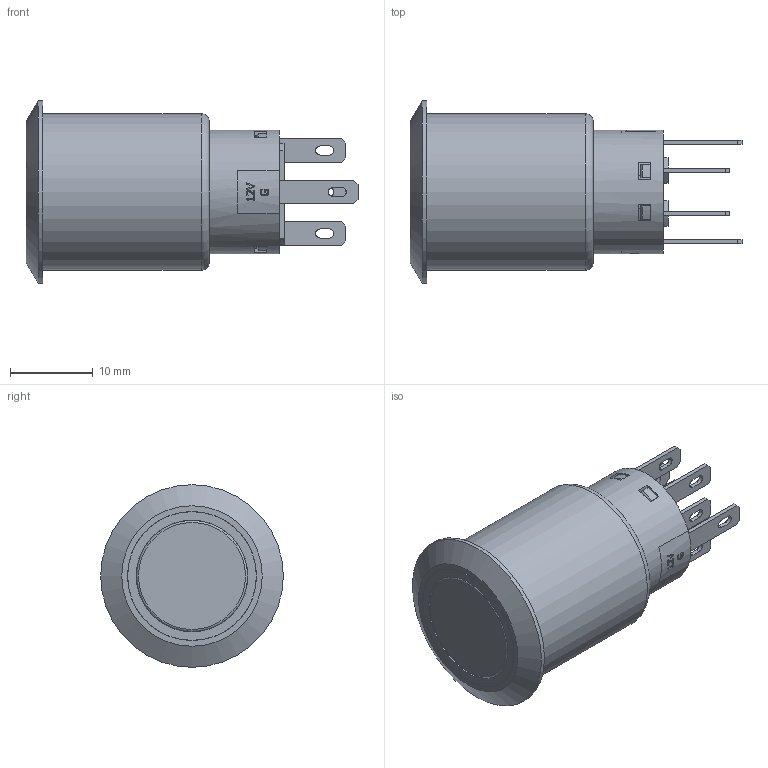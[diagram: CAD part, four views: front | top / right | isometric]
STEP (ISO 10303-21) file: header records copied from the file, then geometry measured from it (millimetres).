
FILE_DESCRIPTION((''),'2;1');
FILE_NAME('PV4F2G0xx-335.stp','2011-11-04T07:42:57',('blarson'),(''),'Autodesk Inventor 11','Autodesk Inventor 11','');
FILE_SCHEMA(('AUTOMOTIVE_DESIGN { 1 0 10303 214 1 1 1 1 }'));
Length unit declared in the file: millimetre
Products named in the file (10): PV4F2G0SS-335; PV4 Long Body; PV4 Ring illu button; PV4 Ring illum Plunger; PV4 Terminal 2P illum; PV4 Terminal Base universal; PV4 Terminal 2p Base; PV4 Terminal (non-lamp); PV4 Terminal (Lamp); PV4 Ring illum
Assembly tree (15 placements, depth 3):
  PV4F2G0SS-335
    PV4 Long Body
    PV4 Ring illu button
    PV4 Ring illum Plunger
    PV4 Terminal 2P illum
      PV4 Terminal Base universal
      PV4 Terminal 2p Base
      PV4 Terminal (non-lamp)  x6
      PV4 Terminal (Lamp)  x2
    PV4 Ring illum
Bounding box: 40 x 22 x 22 mm (x, y, z)
Volume: 5563.5 mm3; surface area: 7220.8 mm2
Topology: 14 solids, 14 shells, 341 faces, 869 edges, 578 vertices
Faces by surface type: plane 220, bspline 58, cylinder 56, cone 4, torus 3
Full cylindrical faces by diameter (mm): 5.2 x1, 7 x1, 7.3 x1, 8.1 x1, 9 x1, 9.2 x1, 12.6 x1, 13.4 x1, 13.45 x1, 14.9 x1, 15.5 x1, 15.55 x1, 16 x1, 16.517 x1, 18.9 x1, 22 x1
Entity records: 17862 total; most frequent: CARTESIAN_POINT 11276, ORIENTED_EDGE 1332, DIRECTION 1204, EDGE_CURVE 666, VERTEX_POINT 456, VECTOR 412, LINE 412, AXIS2_PLACEMENT_3D 396
